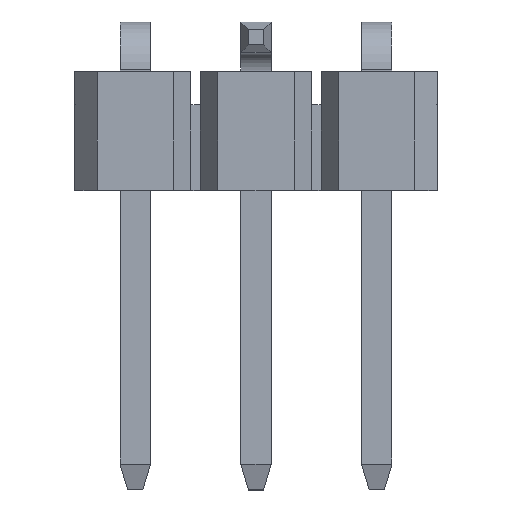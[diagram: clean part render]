
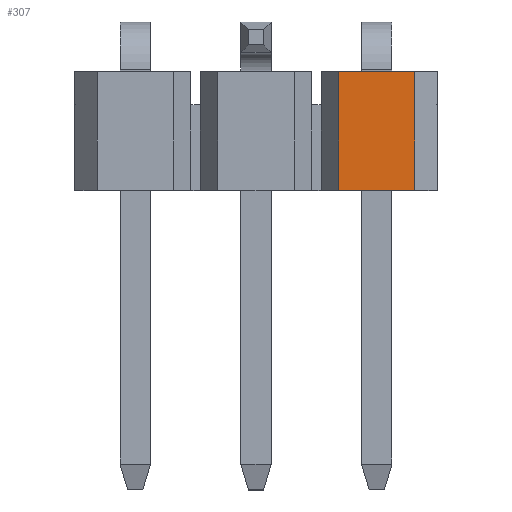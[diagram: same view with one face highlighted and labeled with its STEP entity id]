
A CAD part, top view. The second image highlights one B-rep face of the part: STEP entity #307.
In plain terms, the highlighted planar face has unit normal (0, 0, 1).
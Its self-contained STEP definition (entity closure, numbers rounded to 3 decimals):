
#307=ADVANCED_FACE('',(#629),#630,.T.);
#629=FACE_OUTER_BOUND('',#963,.T.);
#630=PLANE('',#964);
#963=EDGE_LOOP('',(#1780,#1781,#1782,#1783));
#964=AXIS2_PLACEMENT_3D('',#1784,#1785,#1786);
#1780=ORIENTED_EDGE('',*,*,#2292,.T.);
#1781=ORIENTED_EDGE('',*,*,#2293,.F.);
#1782=ORIENTED_EDGE('',*,*,#2258,.T.);
#1783=ORIENTED_EDGE('',*,*,#2290,.T.);
#1784=CARTESIAN_POINT('',(2.54,0.,1.25));
#1785=DIRECTION('',(0.0,0.,1.0));
#1786=DIRECTION('',(-1.0,0.0,0.0));
#2258=EDGE_CURVE('',#2759,#2757,#2760,.T.);
#2290=EDGE_CURVE('',#2757,#2805,#2807,.T.);
#2292=EDGE_CURVE('',#2805,#2809,#2810,.T.);
#2293=EDGE_CURVE('',#2759,#2809,#2811,.T.);
#2757=VERTEX_POINT('',#3473);
#2759=VERTEX_POINT('',#3476);
#2760=LINE('',#3477,#3478);
#2805=VERTEX_POINT('',#3545);
#2807=LINE('',#3548,#3549);
#2809=VERTEX_POINT('',#3551);
#2810=LINE('',#3552,#3553);
#2811=LINE('',#3554,#3555);
#3473=CARTESIAN_POINT('',(1.74,0.,1.25));
#3476=CARTESIAN_POINT('',(3.34,0.,1.25));
#3477=CARTESIAN_POINT('',(3.34,0.,1.25));
#3478=VECTOR('',#3885,1.0);
#3545=CARTESIAN_POINT('',(1.74,-2.5,1.25));
#3548=CARTESIAN_POINT('',(1.74,0.,1.25));
#3549=VECTOR('',#3909,1.0);
#3551=CARTESIAN_POINT('',(3.34,-2.5,1.25));
#3552=CARTESIAN_POINT('',(3.34,-2.5,1.25));
#3553=VECTOR('',#3910,1.0);
#3554=CARTESIAN_POINT('',(3.34,0.,1.25));
#3555=VECTOR('',#3911,1.0);
#3885=DIRECTION('',(-1.0,0.0,0.0));
#3909=DIRECTION('',(0.0,-1.0,0.));
#3910=DIRECTION('',(1.0,0.0,0.0));
#3911=DIRECTION('',(0.0,-1.0,0.));
